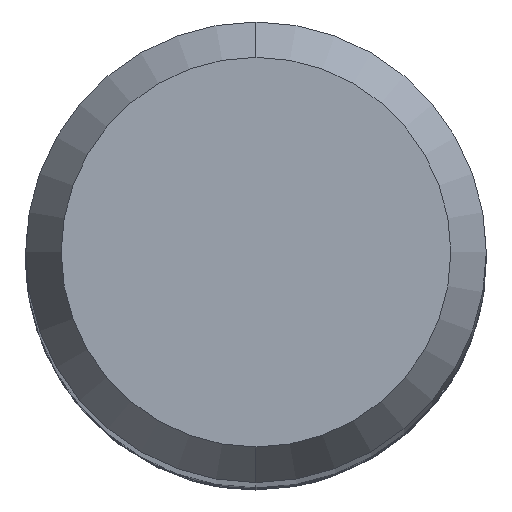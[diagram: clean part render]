
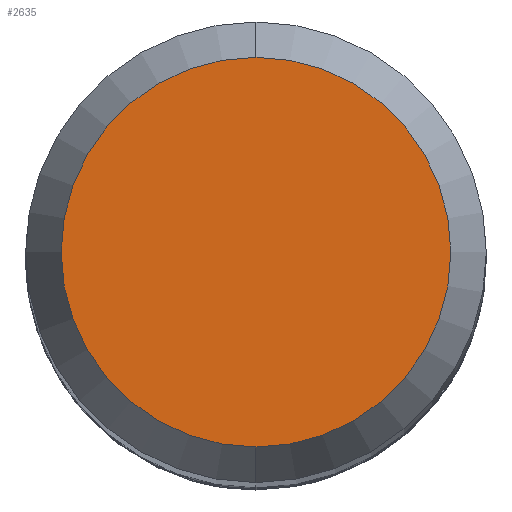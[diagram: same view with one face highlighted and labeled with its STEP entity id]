
A CAD part, top view. The second image highlights one B-rep face of the part: STEP entity #2635.
In plain terms, the highlighted planar face has unit normal (0, 0, 1).
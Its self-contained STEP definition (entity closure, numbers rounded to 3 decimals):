
#1015=VERTEX_POINT('',#2873);
#1353=EDGE_CURVE('',#1375,#1015,#3237,.T.);
#1375=VERTEX_POINT('',#3260);
#1997=EDGE_CURVE('',#1015,#1375,#3943,.T.);
#2635=ADVANCED_FACE('',(#4636),#4637,.T.);
#2873=CARTESIAN_POINT('',(0.0,2.538,0.0));
#3237=CIRCLE('',#7537,2.538);
#3260=CARTESIAN_POINT('',(0.,-2.538,0.0));
#3943=CIRCLE('',#11636,2.538);
#4636=FACE_OUTER_BOUND('',#18051,.T.);
#4637=PLANE('',#18052);
#7537=AXIS2_PLACEMENT_3D('',#19924,#19925,#19926);
#11636=AXIS2_PLACEMENT_3D('',#20779,#20780,#20781);
#18051=EDGE_LOOP('',(#21410,#21411));
#18052=AXIS2_PLACEMENT_3D('',#21412,#21413,#21414);
#19924=CARTESIAN_POINT('',(0.0,0.0,0.0));
#19925=DIRECTION('',(0.0,0.0,-1.0));
#19926=DIRECTION('',(0.0,1.0,0.0));
#20779=CARTESIAN_POINT('',(0.0,0.0,0.0));
#20780=DIRECTION('',(0.0,0.0,-1.0));
#20781=DIRECTION('',(0.0,1.0,0.0));
#21410=ORIENTED_EDGE('',*,*,#1997,.F.);
#21411=ORIENTED_EDGE('',*,*,#1353,.F.);
#21412=CARTESIAN_POINT('',(0.0,1.269,0.0));
#21413=DIRECTION('',(-0.0,0.0,1.0));
#21414=DIRECTION('',(0.0,-1.0,0.0));
